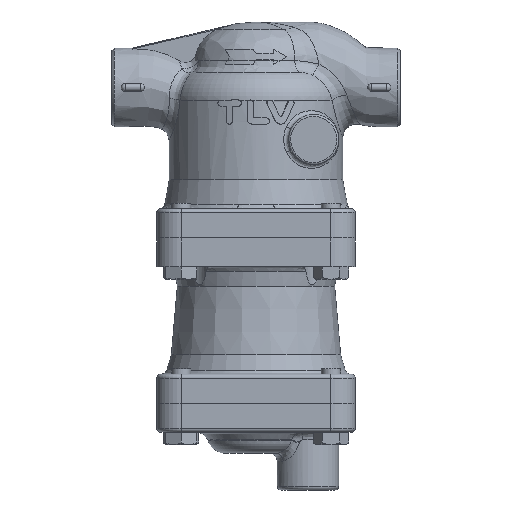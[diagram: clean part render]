
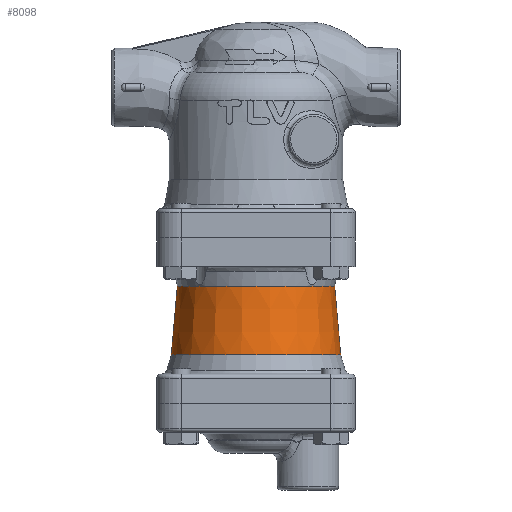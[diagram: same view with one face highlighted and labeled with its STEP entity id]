
A CAD part, front view. The second image highlights one B-rep face of the part: STEP entity #8098.
In plain terms, the highlighted conical face has half-angle 5 degrees and reference radius 42.414 mm.
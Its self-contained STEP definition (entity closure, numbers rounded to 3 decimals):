
#7548=CARTESIAN_POINT('',(40.848,0.0,-25.1));
#7549=VERTEX_POINT('',#7548);
#7550=CARTESIAN_POINT('',(0.,0.0,-25.1));
#7551=DIRECTION('',(0.0,0.0,1.0));
#7552=DIRECTION('',(1.0,0.0,0.0));
#7553=AXIS2_PLACEMENT_3D('',#7550,#7551,#7552);
#7554=CIRCLE('',#7553,40.848);
#7555=EDGE_CURVE('',#7549,#7549,#7554,.T.);
#7732=CARTESIAN_POINT('',(43.98,0.0,-60.9));
#7733=VERTEX_POINT('',#7732);
#7734=CARTESIAN_POINT('',(0.,0.0,-60.9));
#7735=DIRECTION('',(0.0,0.0,1.0));
#7736=DIRECTION('',(1.0,0.0,0.0));
#7737=AXIS2_PLACEMENT_3D('',#7734,#7735,#7736);
#7738=CIRCLE('',#7737,43.98);
#7739=EDGE_CURVE('',#7733,#7733,#7738,.T.);
#8087=CARTESIAN_POINT('',(0.,0.0,-43.));
#8088=DIRECTION('',(0.,0.0,-1.0));
#8089=DIRECTION('',(1.0,0.0,0.0));
#8090=AXIS2_PLACEMENT_3D('',#8087,#8088,#8089);
#8091=CONICAL_SURFACE('',#8090,42.414,5.);
#8092=ORIENTED_EDGE('',*,*,#7555,.F.);
#8093=EDGE_LOOP('',(#8092));
#8094=FACE_OUTER_BOUND('',#8093,.T.);
#8095=ORIENTED_EDGE('',*,*,#7739,.T.);
#8096=EDGE_LOOP('',(#8095));
#8097=FACE_BOUND('',#8096,.T.);
#8098=ADVANCED_FACE('',(#8094,#8097),#8091,.T.);
